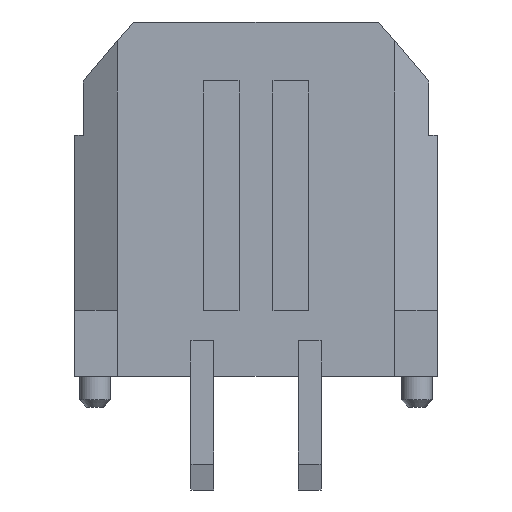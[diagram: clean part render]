
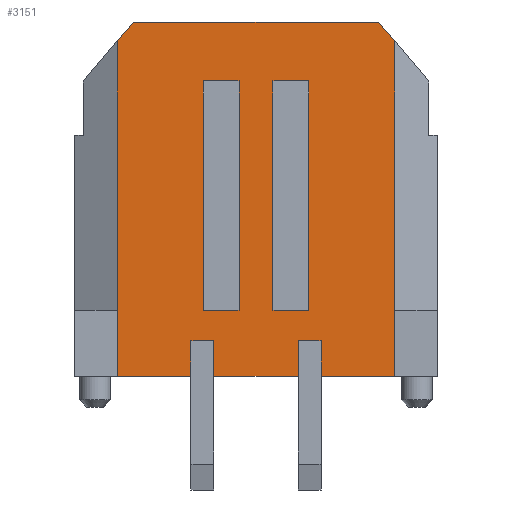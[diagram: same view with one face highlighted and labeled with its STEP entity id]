
A CAD part, front view. The second image highlights one B-rep face of the part: STEP entity #3151.
In plain terms, the highlighted planar face has unit normal (0, -1, 0).
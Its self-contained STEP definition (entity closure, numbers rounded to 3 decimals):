
#53=DIRECTION('',(1.,0.,0.));
#54=VECTOR('',#53,1.);
#55=CARTESIAN_POINT('',(-1.475,-3.47,3.3));
#56=LINE('',#55,#54);
#57=DIRECTION('',(0.,0.,1.));
#58=VECTOR('',#57,6.41);
#59=CARTESIAN_POINT('',(-1.475,-3.47,-3.11));
#60=LINE('',#59,#58);
#61=DIRECTION('',(1.,0.,0.));
#62=VECTOR('',#61,1.);
#63=CARTESIAN_POINT('',(-1.475,-3.47,-3.11));
#64=LINE('',#63,#62);
#65=DIRECTION('',(0.,0.,1.));
#66=VECTOR('',#65,6.41);
#67=CARTESIAN_POINT('',(-0.475,-3.47,-3.11));
#68=LINE('',#67,#66);
#69=DIRECTION('',(1.,0.,0.));
#70=VECTOR('',#69,1.);
#71=CARTESIAN_POINT('',(0.475,-3.47,3.3));
#72=LINE('',#71,#70);
#73=DIRECTION('',(0.,0.,1.));
#74=VECTOR('',#73,6.41);
#75=CARTESIAN_POINT('',(0.475,-3.47,-3.11));
#76=LINE('',#75,#74);
#77=DIRECTION('',(1.,0.,0.));
#78=VECTOR('',#77,1.);
#79=CARTESIAN_POINT('',(0.475,-3.47,-3.11));
#80=LINE('',#79,#78);
#81=DIRECTION('',(0.,0.,1.));
#82=VECTOR('',#81,6.41);
#83=CARTESIAN_POINT('',(1.475,-3.47,-3.11));
#84=LINE('',#83,#82);
#85=DIRECTION('',(0.,0.,1.));
#86=VECTOR('',#85,1.);
#87=CARTESIAN_POINT('',(-1.82,-3.47,-4.96));
#88=LINE('',#87,#86);
#89=DIRECTION('',(0.,0.,-1.));
#90=VECTOR('',#89,7.53);
#91=CARTESIAN_POINT('',(-3.875,-3.47,4.42));
#92=LINE('',#91,#90);
#93=DIRECTION('',(-0.647,0.,-0.763));
#94=VECTOR('',#93,0.696);
#95=CARTESIAN_POINT('',(-3.425,-3.47,4.95));
#96=LINE('',#95,#94);
#97=DIRECTION('',(1.,0.,0.));
#98=VECTOR('',#97,6.85);
#99=CARTESIAN_POINT('',(-3.425,-3.47,4.95));
#100=LINE('',#99,#98);
#101=DIRECTION('',(-0.647,0.,0.763));
#102=VECTOR('',#101,0.696);
#103=CARTESIAN_POINT('',(3.875,-3.47,4.42));
#104=LINE('',#103,#102);
#105=DIRECTION('',(0.,0.,-1.));
#106=VECTOR('',#105,7.53);
#107=CARTESIAN_POINT('',(3.875,-3.47,4.42));
#108=LINE('',#107,#106);
#109=DIRECTION('',(0.,0.,-1.));
#110=VECTOR('',#109,1.85);
#111=CARTESIAN_POINT('',(3.875,-3.47,-3.11));
#112=LINE('',#111,#110);
#113=DIRECTION('',(0.,0.,1.));
#114=VECTOR('',#113,1.);
#115=CARTESIAN_POINT('',(1.82,-3.47,-4.96));
#116=LINE('',#115,#114);
#117=DIRECTION('',(1.,0.,0.));
#118=VECTOR('',#117,0.64);
#119=CARTESIAN_POINT('',(1.18,-3.47,-3.96));
#120=LINE('',#119,#118);
#121=DIRECTION('',(0.,0.,1.));
#122=VECTOR('',#121,1.);
#123=CARTESIAN_POINT('',(1.18,-3.47,-4.96));
#124=LINE('',#123,#122);
#125=DIRECTION('',(0.,0.,1.));
#126=VECTOR('',#125,1.);
#127=CARTESIAN_POINT('',(-1.18,-3.47,-4.96));
#128=LINE('',#127,#126);
#129=DIRECTION('',(1.,0.,0.));
#130=VECTOR('',#129,0.64);
#131=CARTESIAN_POINT('',(-1.82,-3.47,-3.96));
#132=LINE('',#131,#130);
#1723=DIRECTION('',(-1.,0.,0.));
#1724=VECTOR('',#1723,2.055);
#1725=CARTESIAN_POINT('',(3.875,-3.47,-4.96));
#1726=LINE('',#1725,#1724);
#1747=DIRECTION('',(-1.,0.,0.));
#1748=VECTOR('',#1747,2.055);
#1749=CARTESIAN_POINT('',(-1.82,-3.47,-4.96));
#1750=LINE('',#1749,#1748);
#1755=DIRECTION('',(-1.,0.,0.));
#1756=VECTOR('',#1755,2.36);
#1757=CARTESIAN_POINT('',(1.18,-3.47,-4.96));
#1758=LINE('',#1757,#1756);
#1903=DIRECTION('',(0.,0.,-1.));
#1904=VECTOR('',#1903,1.85);
#1905=CARTESIAN_POINT('',(-3.875,-3.47,-3.11));
#1906=LINE('',#1905,#1904);
#2271=CARTESIAN_POINT('',(-3.425,-3.47,4.95));
#2272=CARTESIAN_POINT('',(3.425,-3.47,4.95));
#2273=VERTEX_POINT('',#2271);
#2274=VERTEX_POINT('',#2272);
#2356=CARTESIAN_POINT('',(1.18,-3.47,-4.96));
#2358=VERTEX_POINT('',#2356);
#2360=CARTESIAN_POINT('',(1.82,-3.47,-4.96));
#2362=VERTEX_POINT('',#2360);
#2368=CARTESIAN_POINT('',(-1.82,-3.47,-4.96));
#2370=VERTEX_POINT('',#2368);
#2372=CARTESIAN_POINT('',(-1.18,-3.47,-4.96));
#2374=VERTEX_POINT('',#2372);
#2380=CARTESIAN_POINT('',(3.875,-3.47,-3.11));
#2382=VERTEX_POINT('',#2380);
#2384=CARTESIAN_POINT('',(-3.875,-3.47,-3.11));
#2386=VERTEX_POINT('',#2384);
#2393=CARTESIAN_POINT('',(3.875,-3.47,-4.96));
#2394=VERTEX_POINT('',#2393);
#2395=CARTESIAN_POINT('',(-3.875,-3.47,-4.96));
#2396=VERTEX_POINT('',#2395);
#2397=CARTESIAN_POINT('',(1.18,-3.47,-3.96));
#2398=VERTEX_POINT('',#2397);
#2399=CARTESIAN_POINT('',(1.82,-3.47,-3.96));
#2400=VERTEX_POINT('',#2399);
#2401=CARTESIAN_POINT('',(-1.82,-3.47,-3.96));
#2402=VERTEX_POINT('',#2401);
#2403=CARTESIAN_POINT('',(-1.18,-3.47,-3.96));
#2404=VERTEX_POINT('',#2403);
#2565=CARTESIAN_POINT('',(-1.475,-3.47,3.3));
#2566=CARTESIAN_POINT('',(-0.475,-3.47,3.3));
#2567=VERTEX_POINT('',#2565);
#2568=VERTEX_POINT('',#2566);
#2569=CARTESIAN_POINT('',(0.475,-3.47,3.3));
#2570=CARTESIAN_POINT('',(1.475,-3.47,3.3));
#2571=VERTEX_POINT('',#2569);
#2572=VERTEX_POINT('',#2570);
#2573=CARTESIAN_POINT('',(-1.475,-3.47,-3.11));
#2574=CARTESIAN_POINT('',(-0.475,-3.47,-3.11));
#2575=VERTEX_POINT('',#2573);
#2576=VERTEX_POINT('',#2574);
#2577=CARTESIAN_POINT('',(0.475,-3.47,-3.11));
#2578=CARTESIAN_POINT('',(1.475,-3.47,-3.11));
#2579=VERTEX_POINT('',#2577);
#2580=VERTEX_POINT('',#2578);
#2917=CARTESIAN_POINT('',(3.875,-3.47,4.42));
#2918=VERTEX_POINT('',#2917);
#2919=CARTESIAN_POINT('',(-3.875,-3.47,4.42));
#2920=VERTEX_POINT('',#2919);
#3093=CARTESIAN_POINT('',(-4.825,-3.47,4.95));
#3094=DIRECTION('',(0.,-1.,0.));
#3095=DIRECTION('',(0.,0.,-1.));
#3096=AXIS2_PLACEMENT_3D('',#3093,#3094,#3095);
#3097=PLANE('',#3096);
#3099=ORIENTED_EDGE('',*,*,#3098,.F.);
#3101=ORIENTED_EDGE('',*,*,#3100,.T.);
#3103=ORIENTED_EDGE('',*,*,#3102,.F.);
#3104=ORIENTED_EDGE('',*,*,#3080,.F.);
#3106=ORIENTED_EDGE('',*,*,#3105,.F.);
#3108=ORIENTED_EDGE('',*,*,#3107,.T.);
#3110=ORIENTED_EDGE('',*,*,#3109,.F.);
#3112=ORIENTED_EDGE('',*,*,#3111,.T.);
#3114=ORIENTED_EDGE('',*,*,#3113,.T.);
#3116=ORIENTED_EDGE('',*,*,#3115,.T.);
#3118=ORIENTED_EDGE('',*,*,#3117,.T.);
#3120=ORIENTED_EDGE('',*,*,#3119,.F.);
#3122=ORIENTED_EDGE('',*,*,#3121,.F.);
#3124=ORIENTED_EDGE('',*,*,#3123,.T.);
#3126=ORIENTED_EDGE('',*,*,#3125,.T.);
#3128=ORIENTED_EDGE('',*,*,#3127,.F.);
#3129=EDGE_LOOP('',(#3099,#3101,#3103,#3104,#3106,#3108,#3110,#3112,#3114,#3116,
#3118,#3120,#3122,#3124,#3126,#3128));
#3130=FACE_OUTER_BOUND('',#3129,.F.);
#3132=ORIENTED_EDGE('',*,*,#3131,.F.);
#3134=ORIENTED_EDGE('',*,*,#3133,.F.);
#3136=ORIENTED_EDGE('',*,*,#3135,.T.);
#3138=ORIENTED_EDGE('',*,*,#3137,.T.);
#3139=EDGE_LOOP('',(#3132,#3134,#3136,#3138));
#3140=FACE_BOUND('',#3139,.F.);
#3142=ORIENTED_EDGE('',*,*,#3141,.F.);
#3144=ORIENTED_EDGE('',*,*,#3143,.F.);
#3146=ORIENTED_EDGE('',*,*,#3145,.T.);
#3148=ORIENTED_EDGE('',*,*,#3147,.T.);
#3149=EDGE_LOOP('',(#3142,#3144,#3146,#3148));
#3150=FACE_BOUND('',#3149,.F.);
#3151=ADVANCED_FACE('',(#3130,#3140,#3150),#3097,.T.);
#3080=EDGE_CURVE('',#2920,#2386,#92,.T.);
#3098=EDGE_CURVE('',#2370,#2402,#88,.T.);
#3100=EDGE_CURVE('',#2370,#2396,#1750,.T.);
#3102=EDGE_CURVE('',#2386,#2396,#1906,.T.);
#3105=EDGE_CURVE('',#2273,#2920,#96,.T.);
#3107=EDGE_CURVE('',#2273,#2274,#100,.T.);
#3109=EDGE_CURVE('',#2918,#2274,#104,.T.);
#3111=EDGE_CURVE('',#2918,#2382,#108,.T.);
#3113=EDGE_CURVE('',#2382,#2394,#112,.T.);
#3115=EDGE_CURVE('',#2394,#2362,#1726,.T.);
#3117=EDGE_CURVE('',#2362,#2400,#116,.T.);
#3119=EDGE_CURVE('',#2398,#2400,#120,.T.);
#3121=EDGE_CURVE('',#2358,#2398,#124,.T.);
#3123=EDGE_CURVE('',#2358,#2374,#1758,.T.);
#3125=EDGE_CURVE('',#2374,#2404,#128,.T.);
#3127=EDGE_CURVE('',#2402,#2404,#132,.T.);
#3131=EDGE_CURVE('',#2571,#2572,#72,.T.);
#3133=EDGE_CURVE('',#2579,#2571,#76,.T.);
#3135=EDGE_CURVE('',#2579,#2580,#80,.T.);
#3137=EDGE_CURVE('',#2580,#2572,#84,.T.);
#3141=EDGE_CURVE('',#2567,#2568,#56,.T.);
#3143=EDGE_CURVE('',#2575,#2567,#60,.T.);
#3145=EDGE_CURVE('',#2575,#2576,#64,.T.);
#3147=EDGE_CURVE('',#2576,#2568,#68,.T.);
